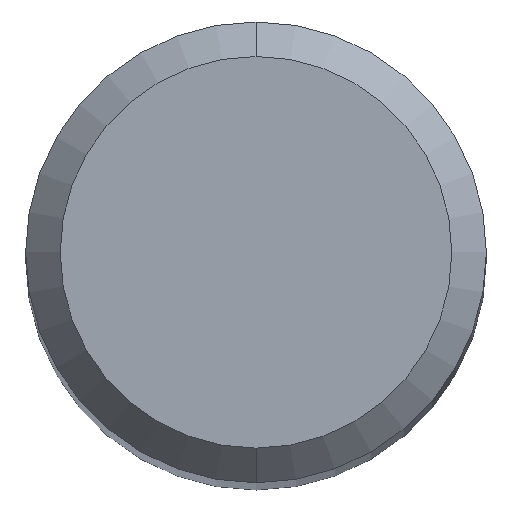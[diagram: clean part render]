
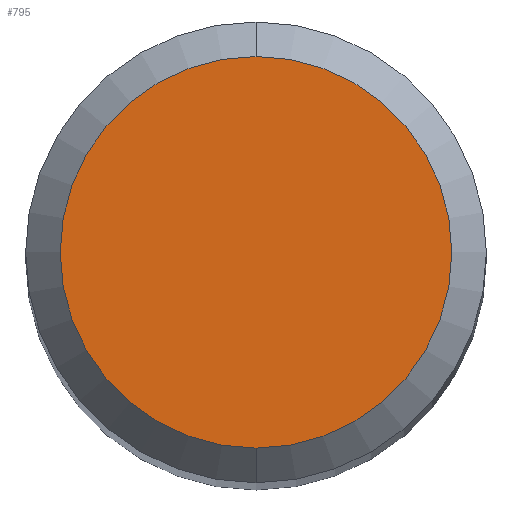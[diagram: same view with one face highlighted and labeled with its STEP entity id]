
A CAD part, top view. The second image highlights one B-rep face of the part: STEP entity #795.
In plain terms, the highlighted planar face has unit normal (0, 0, 1).
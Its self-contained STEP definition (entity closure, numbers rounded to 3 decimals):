
#455=VERTEX_POINT('',#1285);
#499=EDGE_CURVE('',#455,#667,#1336,.T.);
#667=VERTEX_POINT('',#1517);
#795=ADVANCED_FACE('',(#1655),#1656,.T.);
#931=EDGE_CURVE('',#667,#455,#1806,.T.);
#1285=CARTESIAN_POINT('',(0.,-1.7,0.0));
#1336=CIRCLE('',#2665,1.7);
#1517=CARTESIAN_POINT('',(0.0,1.7,0.0));
#1655=FACE_OUTER_BOUND('',#3842,.T.);
#1656=PLANE('',#3843);
#1806=CIRCLE('',#4372,1.7);
#2665=AXIS2_PLACEMENT_3D('',#5819,#5820,#5821);
#3842=EDGE_LOOP('',(#6151,#6152));
#3843=AXIS2_PLACEMENT_3D('',#6153,#6154,#6155);
#4372=AXIS2_PLACEMENT_3D('',#6338,#6339,#6340);
#5819=CARTESIAN_POINT('',(0.0,0.0,0.0));
#5820=DIRECTION('',(0.0,0.0,-1.0));
#5821=DIRECTION('',(0.0,1.0,0.0));
#6151=ORIENTED_EDGE('',*,*,#931,.F.);
#6152=ORIENTED_EDGE('',*,*,#499,.F.);
#6153=CARTESIAN_POINT('',(0.0,0.85,0.0));
#6154=DIRECTION('',(-0.0,0.0,1.0));
#6155=DIRECTION('',(0.0,-1.0,0.0));
#6338=CARTESIAN_POINT('',(0.0,0.0,0.0));
#6339=DIRECTION('',(0.0,0.0,-1.0));
#6340=DIRECTION('',(0.0,1.0,0.0));
